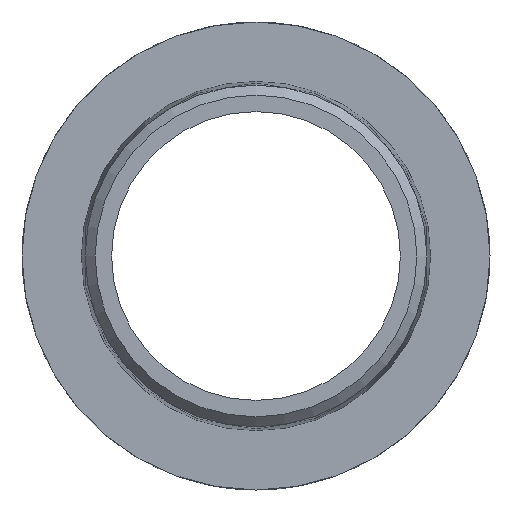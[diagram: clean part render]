
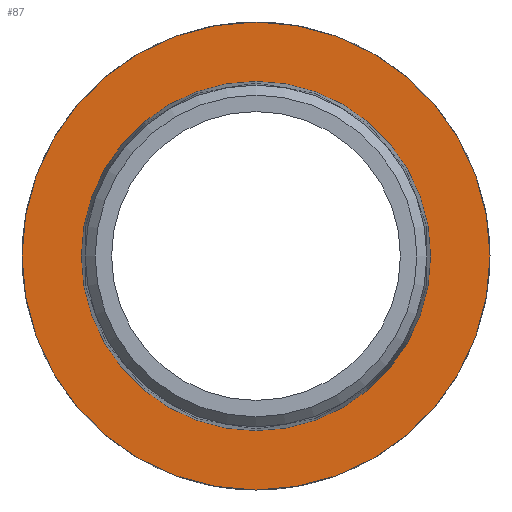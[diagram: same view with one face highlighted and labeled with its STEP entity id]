
A CAD part, left-side view. The second image highlights one B-rep face of the part: STEP entity #87.
In plain terms, the highlighted planar face has unit normal (-1, 0, 0).
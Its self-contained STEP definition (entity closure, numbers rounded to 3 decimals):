
#87 = ADVANCED_FACE( '', ( #189, #190 ), #191, .F. );
#189 = FACE_OUTER_BOUND( '', #369, .T. );
#190 = FACE_BOUND( '', #370, .T. );
#191 = PLANE( '', #371 );
#369 = EDGE_LOOP( '', ( #662 ) );
#370 = EDGE_LOOP( '', ( #663 ) );
#371 = AXIS2_PLACEMENT_3D( '', #664, #665, #666 );
#662 = ORIENTED_EDGE( '', *, *, #1118, .F. );
#663 = ORIENTED_EDGE( '', *, *, #1164, .T. );
#664 = CARTESIAN_POINT( '', ( 18., 0., 0. ) );
#665 = DIRECTION( '', ( 1., 0., 0. ) );
#666 = DIRECTION( '', ( 0., 0., -1. ) );
#1118 = EDGE_CURVE( '', #1333, #1333, #1334, .T. );
#1164 = EDGE_CURVE( '', #1418, #1418, #1419, .T. );
#1333 = VERTEX_POINT( '', #1756 );
#1334 = CIRCLE( '', #1757, 32. );
#1418 = VERTEX_POINT( '', #1886 );
#1419 = CIRCLE( '', #1887, 23.879 );
#1756 = CARTESIAN_POINT( '', ( 18., 0., -32. ) );
#1757 = AXIS2_PLACEMENT_3D( '', #2051, #2052, #2053 );
#1886 = CARTESIAN_POINT( '', ( 18., 0., -23.879 ) );
#1887 = AXIS2_PLACEMENT_3D( '', #2134, #2135, #2136 );
#2051 = CARTESIAN_POINT( '', ( 18., 0., 0. ) );
#2052 = DIRECTION( '', ( 1., 0., 0. ) );
#2053 = DIRECTION( '', ( 0., 0., -1. ) );
#2134 = CARTESIAN_POINT( '', ( 18., 0., 0. ) );
#2135 = DIRECTION( '', ( 1., 0., 0. ) );
#2136 = DIRECTION( '', ( 0., 0., -1. ) );
